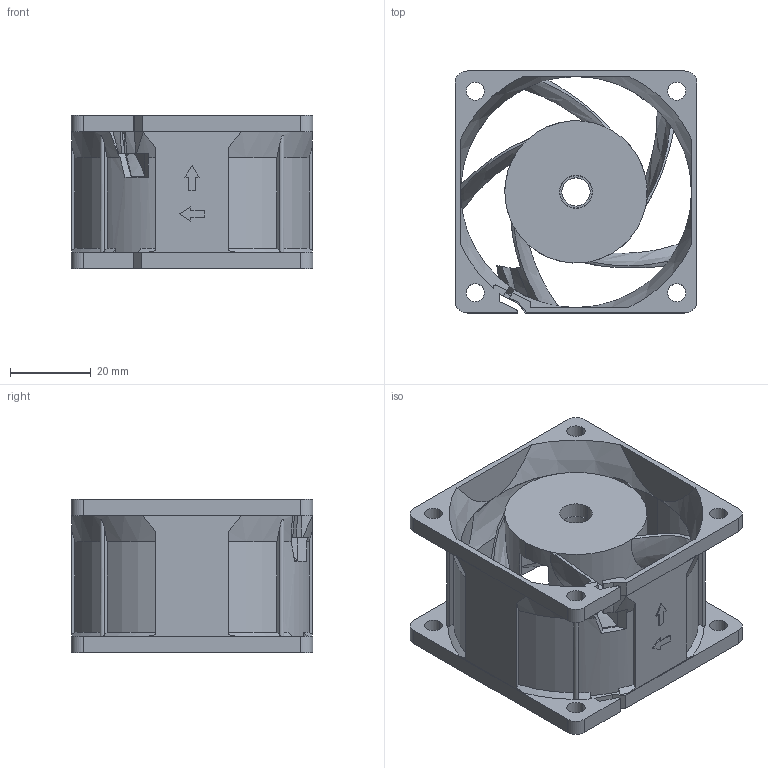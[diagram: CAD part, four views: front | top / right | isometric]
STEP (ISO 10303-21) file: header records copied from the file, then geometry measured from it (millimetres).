
FILE_DESCRIPTION (( 'STEP AP203' ), '1' );
FILE_NAME ('OD6038-VXE_m0_frame.stp', '2025-04-11T21:06:02', ( '' ), ( '' ), 'SwSTEP 2.0', 'SolidWorks 2018', '' );
FILE_SCHEMA (( 'CONFIG_CONTROL_DESIGN' ));
Length unit declared in the file: millimetre
Products named in the file (1): OD6038-VXE_m0_frame
Bounding box: 60 x 60 x 38 mm (x, y, z)
Volume: 20126.2 mm3; surface area: 26323.6 mm2
Topology: 1 solids, 1 shells, 266 faces, 738 edges, 476 vertices
Faces by surface type: plane 127, cylinder 67, cone 42, bspline 30
Entity records: 11857 total; most frequent: CARTESIAN_POINT 5235, ORIENTED_EDGE 1476, DIRECTION 1237, EDGE_CURVE 738, VERTEX_POINT 476, AXIS2_PLACEMENT_3D 472, EDGE_LOOP 296, VECTOR 293
